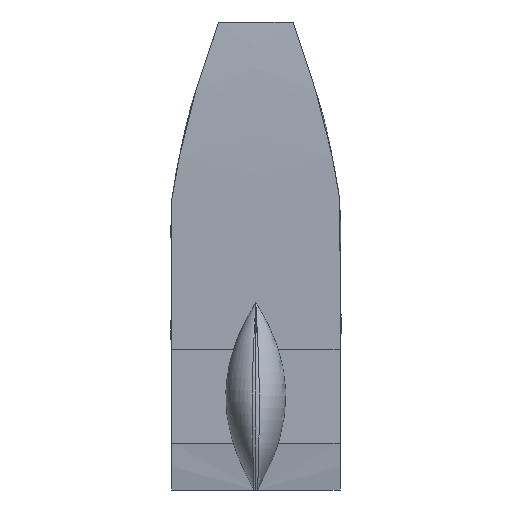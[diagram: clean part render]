
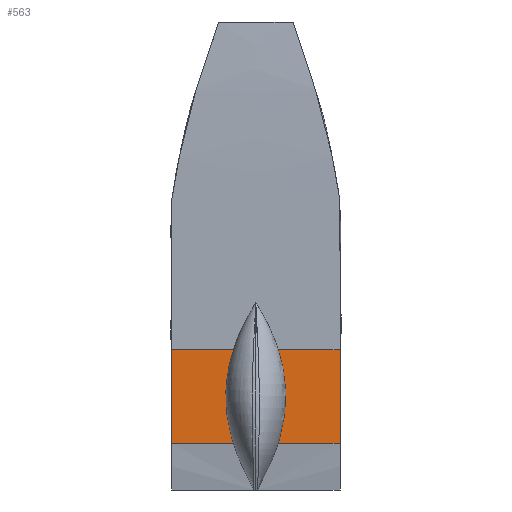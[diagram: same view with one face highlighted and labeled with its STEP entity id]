
A CAD part, top view. The second image highlights one B-rep face of the part: STEP entity #563.
In plain terms, the highlighted planar face has unit normal (0, 0, 1).
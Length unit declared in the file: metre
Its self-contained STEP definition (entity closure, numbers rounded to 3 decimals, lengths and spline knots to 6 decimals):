
#43=PLANE('',#591);
#67=FACE_OUTER_BOUND('',#96,.T.);
#96=EDGE_LOOP('',(#496,#497,#498,#499));
#116=LINE('',#6992,#146);
#125=LINE('',#10468,#155);
#126=LINE('',#10480,#156);
#127=LINE('',#10482,#157);
#146=VECTOR('',#610,0.01);
#155=VECTOR('',#625,0.01);
#156=VECTOR('',#628,0.01);
#157=VECTOR('',#631,0.01);
#233=VERTEX_POINT('',#6730);
#234=VERTEX_POINT('',#6991);
#253=VERTEX_POINT('',#10444);
#254=VERTEX_POINT('',#10467);
#296=EDGE_CURVE('',#233,#234,#116,.T.);
#334=EDGE_CURVE('',#254,#253,#125,.T.);
#336=EDGE_CURVE('',#254,#233,#126,.T.);
#337=EDGE_CURVE('',#253,#234,#127,.T.);
#496=ORIENTED_EDGE('',*,*,#334,.T.);
#497=ORIENTED_EDGE('',*,*,#337,.T.);
#498=ORIENTED_EDGE('',*,*,#296,.F.);
#499=ORIENTED_EDGE('',*,*,#336,.F.);
#563=ADVANCED_FACE('',(#67),#43,.T.);
#591=AXIS2_PLACEMENT_3D('',#10483,#632,#633);
#610=DIRECTION('',(1.,0.,0.));
#625=DIRECTION('',(1.,0.,0.));
#628=DIRECTION('',(0.,1.,0.));
#631=DIRECTION('',(0.,1.,0.));
#632=DIRECTION('center_axis',(0.,0.,1.));
#633=DIRECTION('ref_axis',(1.,0.,0.));
#6730=CARTESIAN_POINT('',(-0.9,-3.5,0.55));
#6991=CARTESIAN_POINT('',(0.9,-3.5,0.55));
#6992=CARTESIAN_POINT('',(-0.9,-3.5,0.55));
#10444=CARTESIAN_POINT('',(0.9,-4.5,0.55));
#10467=CARTESIAN_POINT('',(-0.9,-4.5,0.55));
#10468=CARTESIAN_POINT('',(-0.9,-4.5,0.55));
#10480=CARTESIAN_POINT('',(-0.9,-5.,0.55));
#10482=CARTESIAN_POINT('',(0.9,-5.,0.55));
#10483=CARTESIAN_POINT('Origin',(-0.9,-5.,0.55));
